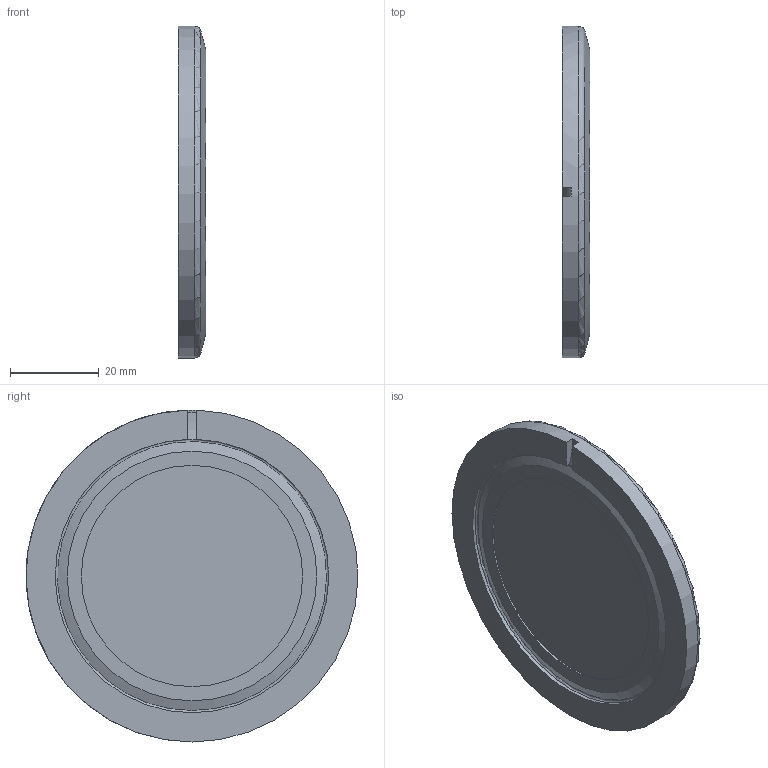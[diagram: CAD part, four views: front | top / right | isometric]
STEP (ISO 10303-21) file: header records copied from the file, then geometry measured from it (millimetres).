
FILE_DESCRIPTION(/* description */ (''),/* implementation_level */ '2;1');
FILE_NAME(/* name */ '32.050005.640.350',/* time_stamp */ '2019-02-28T09:40:42+01:00',/* author */ ('Murat Coskun Bicak'),/* organization */ ('Evac AG'),/* preprocessor_version */ 'ST-DEVELOPER v16.7',/* originating_system */ 'DEX',/* authorisation */ $);
FILE_SCHEMA (('AUTOMOTIVE_DESIGN {1 0 10303 214 3 1 1}'));
Length unit declared in the file: millimetre
Products named in the file (1): 32.050005.640.350
Bounding box: 6.25 x 74.99 x 75 mm (x, y, z)
Volume: 24433.6 mm3; surface area: 10236 mm2
Topology: 1 solids, 1 shells, 15 faces, 36 edges, 24 vertices
Faces by surface type: plane 7, cylinder 4, torus 2, cone 2
Full cylindrical faces by diameter (mm): 50 x1, 75 x1
Entity records: 401 total; most frequent: CARTESIAN_POINT 69, DIRECTION 67, ORIENTED_EDGE 50, AXIS2_PLACEMENT_3D 29, EDGE_CURVE 25, EDGE_LOOP 22, FACE_BOUND 22, VERTEX_POINT 19
